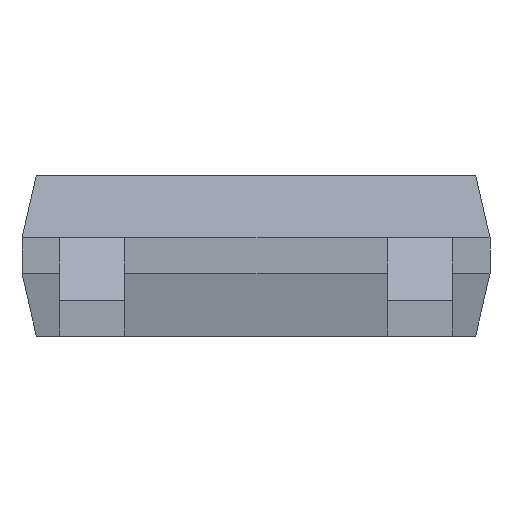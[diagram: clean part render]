
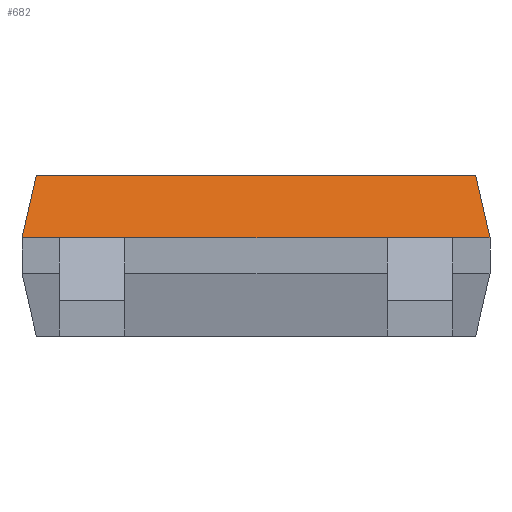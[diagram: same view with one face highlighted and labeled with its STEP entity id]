
A CAD part, front view. The second image highlights one B-rep face of the part: STEP entity #682.
In plain terms, the highlighted planar face has unit normal (0, -0.975, 0.223).
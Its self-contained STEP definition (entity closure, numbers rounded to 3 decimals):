
#419 = VERTEX_POINT('',#420);
#420 = CARTESIAN_POINT('',(0.,2.56,1.375));
#443 = VERTEX_POINT('',#444);
#444 = CARTESIAN_POINT('',(6.54,2.56,1.375));
#466 = EDGE_CURVE('',#443,#467,#469,.T.);
#467 = VERTEX_POINT('',#468);
#468 = CARTESIAN_POINT('',(6.017,2.56,1.375));
#469 = LINE('',#470,#471);
#470 = CARTESIAN_POINT('',(6.54,2.56,1.375));
#471 = VECTOR('',#472,1.);
#472 = DIRECTION('',(-1.,0.,0.));
#521 = EDGE_CURVE('',#522,#524,#526,.T.);
#522 = VERTEX_POINT('',#523);
#523 = CARTESIAN_POINT('',(5.103,2.56,1.375));
#524 = VERTEX_POINT('',#525);
#525 = CARTESIAN_POINT('',(1.437,2.56,1.375));
#526 = LINE('',#527,#528);
#527 = CARTESIAN_POINT('',(6.54,2.56,1.375));
#528 = VECTOR('',#529,1.);
#529 = DIRECTION('',(-1.,0.,0.));
#583 = EDGE_CURVE('',#584,#419,#586,.T.);
#584 = VERTEX_POINT('',#585);
#585 = CARTESIAN_POINT('',(0.523,2.56,1.375));
#586 = LINE('',#587,#588);
#587 = CARTESIAN_POINT('',(6.54,2.56,1.375));
#588 = VECTOR('',#589,1.);
#589 = DIRECTION('',(-1.,0.,0.));
#638 = EDGE_CURVE('',#419,#639,#641,.T.);
#639 = VERTEX_POINT('',#640);
#640 = CARTESIAN_POINT('',(0.2,2.76,2.25));
#641 = LINE('',#642,#643);
#642 = CARTESIAN_POINT('',(0.,2.56,1.375));
#643 = VECTOR('',#644,1.);
#644 = DIRECTION('',(0.217,0.217,0.952));
#663 = VERTEX_POINT('',#664);
#664 = CARTESIAN_POINT('',(6.34,2.76,2.25));
#672 = EDGE_CURVE('',#663,#443,#673,.T.);
#673 = LINE('',#674,#675);
#674 = CARTESIAN_POINT('',(6.34,2.76,2.25));
#675 = VECTOR('',#676,1.);
#676 = DIRECTION('',(0.217,-0.217,-0.952));
#682 = ADVANCED_FACE('',(#683),#708,.F.);
#683 = FACE_BOUND('',#684,.F.);
#684 = EDGE_LOOP('',(#685,#691,#692,#693,#699,#700,#706,#707));
#685 = ORIENTED_EDGE('',*,*,#686,.F.);
#686 = EDGE_CURVE('',#663,#639,#687,.T.);
#687 = LINE('',#688,#689);
#688 = CARTESIAN_POINT('',(6.34,2.76,2.25));
#689 = VECTOR('',#690,1.);
#690 = DIRECTION('',(-1.,0.,0.));
#691 = ORIENTED_EDGE('',*,*,#672,.T.);
#692 = ORIENTED_EDGE('',*,*,#466,.T.);
#693 = ORIENTED_EDGE('',*,*,#694,.F.);
#694 = EDGE_CURVE('',#522,#467,#695,.T.);
#695 = LINE('',#696,#697);
#696 = CARTESIAN_POINT('',(5.103,2.56,1.375));
#697 = VECTOR('',#698,1.);
#698 = DIRECTION('',(1.,0.,0.));
#699 = ORIENTED_EDGE('',*,*,#521,.T.);
#700 = ORIENTED_EDGE('',*,*,#701,.F.);
#701 = EDGE_CURVE('',#584,#524,#702,.T.);
#702 = LINE('',#703,#704);
#703 = CARTESIAN_POINT('',(0.523,2.56,1.375));
#704 = VECTOR('',#705,1.);
#705 = DIRECTION('',(1.,0.,0.));
#706 = ORIENTED_EDGE('',*,*,#583,.T.);
#707 = ORIENTED_EDGE('',*,*,#638,.T.);
#708 = PLANE('',#709);
#709 = AXIS2_PLACEMENT_3D('',#710,#711,#712);
#710 = CARTESIAN_POINT('',(3.27,2.657,1.8));
#711 = DIRECTION('',(0.,0.975,-0.223)
  );
#712 = DIRECTION('',(0.,0.223,0.975));
